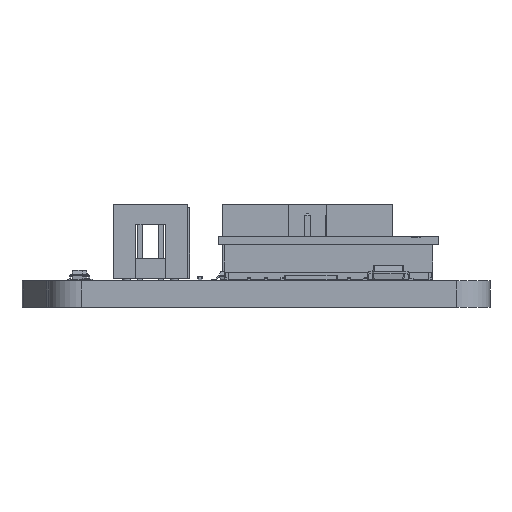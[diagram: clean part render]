
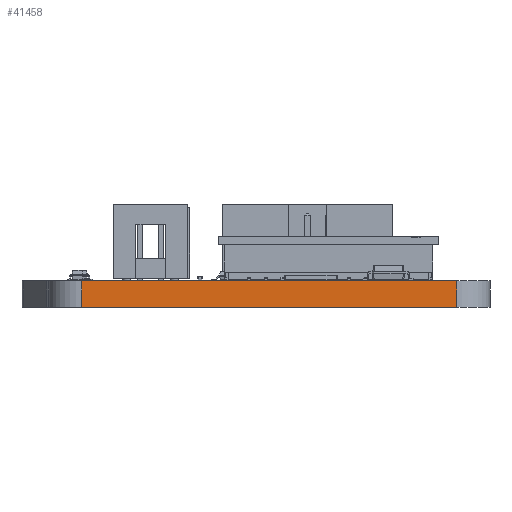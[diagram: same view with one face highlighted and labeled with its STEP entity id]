
A CAD part, front view. The second image highlights one B-rep face of the part: STEP entity #41458.
In plain terms, the highlighted planar face has unit normal (0, -1, 0).
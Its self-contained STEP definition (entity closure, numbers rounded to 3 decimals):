
#39638 = VERTEX_POINT('',#39639);
#39639 = CARTESIAN_POINT('',(112.,-125.,0.));
#39646 = EDGE_CURVE('',#39638,#39647,#39649,.T.);
#39647 = VERTEX_POINT('',#39648);
#39648 = CARTESIAN_POINT('',(67.,-125.,0.));
#39649 = LINE('',#39650,#39651);
#39650 = CARTESIAN_POINT('',(112.,-125.,0.));
#39651 = VECTOR('',#39652,1.);
#39652 = DIRECTION('',(-1.,0.,0.));
#40526 = VERTEX_POINT('',#40527);
#40527 = CARTESIAN_POINT('',(112.,-125.,3.2));
#40534 = EDGE_CURVE('',#40526,#40535,#40537,.T.);
#40535 = VERTEX_POINT('',#40536);
#40536 = CARTESIAN_POINT('',(67.,-125.,3.2));
#40537 = LINE('',#40538,#40539);
#40538 = CARTESIAN_POINT('',(112.,-125.,3.2));
#40539 = VECTOR('',#40540,1.);
#40540 = DIRECTION('',(-1.,0.,0.));
#41430 = EDGE_CURVE('',#39638,#40526,#41431,.T.);
#41431 = LINE('',#41432,#41433);
#41432 = CARTESIAN_POINT('',(112.,-125.,0.));
#41433 = VECTOR('',#41434,1.);
#41434 = DIRECTION('',(0.,0.,1.));
#41458 = ADVANCED_FACE('',(#41459),#41470,.T.);
#41459 = FACE_BOUND('',#41460,.T.);
#41460 = EDGE_LOOP('',(#41461,#41462,#41463,#41469));
#41461 = ORIENTED_EDGE('',*,*,#41430,.T.);
#41462 = ORIENTED_EDGE('',*,*,#40534,.T.);
#41463 = ORIENTED_EDGE('',*,*,#41464,.F.);
#41464 = EDGE_CURVE('',#39647,#40535,#41465,.T.);
#41465 = LINE('',#41466,#41467);
#41466 = CARTESIAN_POINT('',(67.,-125.,0.));
#41467 = VECTOR('',#41468,1.);
#41468 = DIRECTION('',(0.,0.,1.));
#41469 = ORIENTED_EDGE('',*,*,#39646,.F.);
#41470 = PLANE('',#41471);
#41471 = AXIS2_PLACEMENT_3D('',#41472,#41473,#41474);
#41472 = CARTESIAN_POINT('',(112.,-125.,0.));
#41473 = DIRECTION('',(0.,-1.,0.));
#41474 = DIRECTION('',(-1.,0.,0.));
